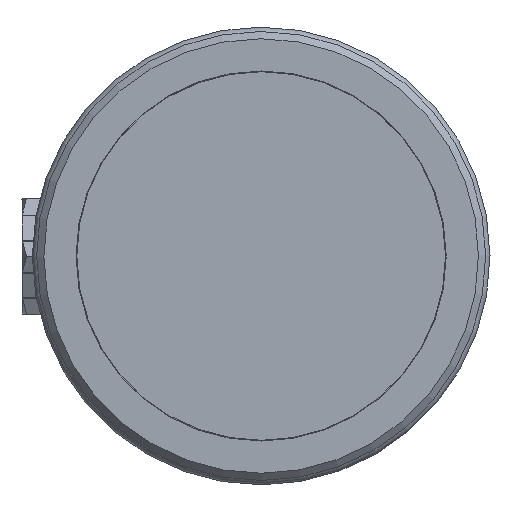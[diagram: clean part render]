
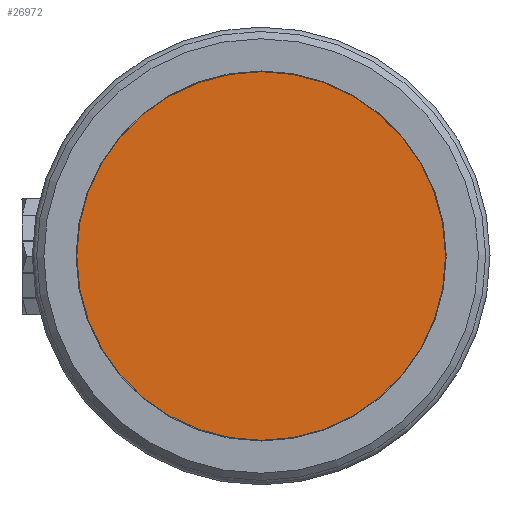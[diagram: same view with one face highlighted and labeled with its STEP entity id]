
A CAD part, left-side view. The second image highlights one B-rep face of the part: STEP entity #26972.
In plain terms, the highlighted planar face has unit normal (-1, 0, 0).
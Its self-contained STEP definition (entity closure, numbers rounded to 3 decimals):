
#1685=PLANE('',#28690);
#2893=FACE_OUTER_BOUND('',#4484,.T.);
#4484=EDGE_LOOP('',(#23910));
#5246=CIRCLE('',#28648,25.45);
#12942=VERTEX_POINT('',#58743);
#16663=EDGE_CURVE('',#12942,#12942,#5246,.T.);
#23910=ORIENTED_EDGE('',*,*,#16663,.T.);
#26972=ADVANCED_FACE('',(#2893),#1685,.T.);
#28648=AXIS2_PLACEMENT_3D('',#58744,#32998,#32999);
#28690=AXIS2_PLACEMENT_3D('',#61514,#33090,#33091);
#32998=DIRECTION('center_axis',(-1.,0.,0.));
#32999=DIRECTION('ref_axis',(0.,-0.003,1.));
#33090=DIRECTION('center_axis',(-1.,0.,0.));
#33091=DIRECTION('ref_axis',(0.,0.,1.));
#58743=CARTESIAN_POINT('',(-33.5,0.067,-25.45));
#58744=CARTESIAN_POINT('Origin',(-33.5,0.,
0.));
#61514=CARTESIAN_POINT('Origin',(-33.5,30.,0.));
